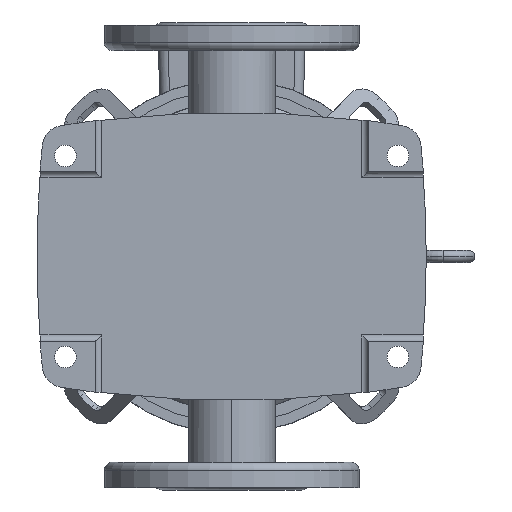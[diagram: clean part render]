
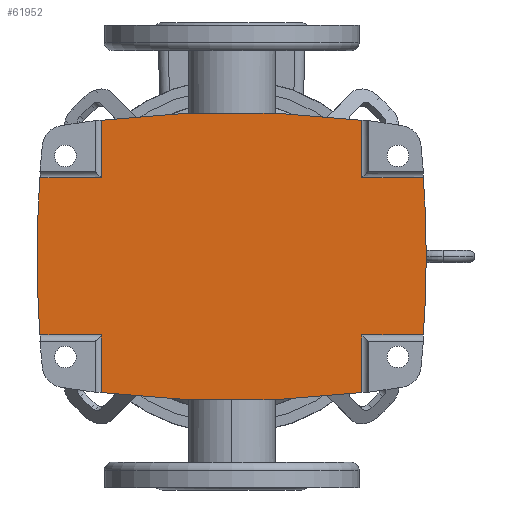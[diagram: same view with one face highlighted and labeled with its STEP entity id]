
A CAD part, front view. The second image highlights one B-rep face of the part: STEP entity #61952.
In plain terms, the highlighted planar face has unit normal (0, -1, 0).
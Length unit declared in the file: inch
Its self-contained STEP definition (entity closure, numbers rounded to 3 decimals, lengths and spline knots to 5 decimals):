
#64 = ORIENTED_EDGE ( 'NONE', *, *, #41385, .F. ) ;
#2694 = CARTESIAN_POINT ( 'NONE',  ( -1.99928, 0.19685, -3.31346 ) ) ;
#3015 = VECTOR ( 'NONE', #32391, 39.37008 ) ;
#3461 = VECTOR ( 'NONE', #50310, 39.37008 ) ;
#3481 = CARTESIAN_POINT ( 'NONE',  ( 1.99928, 0.19685, 3.31346 ) ) ;
#4052 = VERTEX_POINT ( 'NONE', #62179 ) ;
#4182 = VECTOR ( 'NONE', #69734, 39.37008 ) ;
#5381 = EDGE_CURVE ( 'NONE', #4052, #10591, #65577, .T. ) ;
#5670 = DIRECTION ( 'NONE',  ( 0., -1., 0. ) ) ;
#5784 = EDGE_CURVE ( 'NONE', #54424, #28415, #65507, .T. ) ;
#7344 = VERTEX_POINT ( 'NONE', #19132 ) ;
#8054 = EDGE_CURVE ( 'NONE', #57652, #33222, #57789, .T. ) ;
#8680 = VERTEX_POINT ( 'NONE', #37017 ) ;
#9409 = DIRECTION ( 'NONE',  ( 0., 0., 1. ) ) ;
#9679 = CARTESIAN_POINT ( 'NONE',  ( 0., 0.19685, 23.10236 ) ) ;
#10110 = DIRECTION ( 'NONE',  ( 0., 1., 0. ) ) ;
#10119 = EDGE_CURVE ( 'NONE', #7344, #24884, #59304, .T. ) ;
#10591 = VERTEX_POINT ( 'NONE', #2694 ) ;
#11713 = CARTESIAN_POINT ( 'NONE',  ( -4.59646, 0.19685, 3.31346 ) ) ;
#12489 = AXIS2_PLACEMENT_3D ( 'NONE', #36755, #10110, #9409 ) ;
#14534 = ORIENTED_EDGE ( 'NONE', *, *, #47160, .T. ) ;
#14614 = ORIENTED_EDGE ( 'NONE', *, *, #5784, .F. ) ;
#16382 = DIRECTION ( 'NONE',  ( 0., 0., 1. ) ) ;
#16393 = CARTESIAN_POINT ( 'NONE',  ( -1.99928, 0.19685, -6.87992 ) ) ;
#17018 = AXIS2_PLACEMENT_3D ( 'NONE', #53453, #32106, #26905 ) ;
#17233 = CARTESIAN_POINT ( 'NONE',  ( -1.99928, 0.19685, -6.87992 ) ) ;
#17570 = DIRECTION ( 'NONE',  ( 1., 0., 0. ) ) ;
#17867 = ORIENTED_EDGE ( 'NONE', *, *, #5381, .F. ) ;
#18696 = DIRECTION ( 'NONE',  ( 0., 0., 1. ) ) ;
#19132 = CARTESIAN_POINT ( 'NONE',  ( -3.46496, 0.19685, 3.31346 ) ) ;
#19164 = CARTESIAN_POINT ( 'NONE',  ( 1.99928, 0.19685, -6.87992 ) ) ;
#19180 = LINE ( 'NONE', #66409, #63147 ) ;
#22503 = DIRECTION ( 'NONE',  ( 0., -1., 0. ) ) ;
#24098 = CARTESIAN_POINT ( 'NONE',  ( -1.99928, 0.19685, -6.87992 ) ) ;
#24780 = PLANE ( 'NONE',  #62747 ) ;
#24884 = VERTEX_POINT ( 'NONE', #64690 ) ;
#25100 = VERTEX_POINT ( 'NONE', #3481 ) ;
#25772 = EDGE_CURVE ( 'NONE', #7344, #57425, #31441, .T. ) ;
#26448 = ORIENTED_EDGE ( 'NONE', *, *, #57815, .T. ) ;
#26482 = VERTEX_POINT ( 'NONE', #67576 ) ;
#26905 = DIRECTION ( 'NONE',  ( 0., 0., 1. ) ) ;
#28415 = VERTEX_POINT ( 'NONE', #60954 ) ;
#29285 = DIRECTION ( 'NONE',  ( 0., 1., 0. ) ) ;
#29433 = LINE ( 'NONE', #34084, #40402 ) ;
#30154 = DIRECTION ( 'NONE',  ( 0., 1., 0. ) ) ;
#30644 = DIRECTION ( 'NONE',  ( 0., 1., 0. ) ) ;
#30894 = EDGE_CURVE ( 'NONE', #57425, #10591, #19180, .T. ) ;
#31242 = DIRECTION ( 'NONE',  ( 1., 0., 0. ) ) ;
#31441 = CIRCLE ( 'NONE', #63566, 26.77315 ) ;
#32106 = DIRECTION ( 'NONE',  ( 0., -1., 0. ) ) ;
#32218 = VECTOR ( 'NONE', #31242, 39.37008 ) ;
#32391 = DIRECTION ( 'NONE',  ( 0., 0., 1. ) ) ;
#33222 = VERTEX_POINT ( 'NONE', #39113 ) ;
#34084 = CARTESIAN_POINT ( 'NONE',  ( -4.59646, 0.19685, 3.31346 ) ) ;
#36755 = CARTESIAN_POINT ( 'NONE',  ( -23.10236, 0.19685, 0. ) ) ;
#37017 = CARTESIAN_POINT ( 'NONE',  ( 3.46496, 0.19685, -3.31346 ) ) ;
#37279 = LINE ( 'NONE', #17233, #3461 ) ;
#39113 = CARTESIAN_POINT ( 'NONE',  ( -1.99928, 0.19685, 4.87898 ) ) ;
#39502 = DIRECTION ( 'NONE',  ( 1., 0., 0. ) ) ;
#40049 = AXIS2_PLACEMENT_3D ( 'NONE', #65478, #22503, #16382 ) ;
#40402 = VECTOR ( 'NONE', #39502, 39.37008 ) ;
#40543 = CARTESIAN_POINT ( 'NONE',  ( 0., 0.19685, 4.95031 ) ) ;
#41385 = EDGE_CURVE ( 'NONE', #24884, #33222, #37279, .T. ) ;
#42201 = LINE ( 'NONE', #64573, #4182 ) ;
#42840 = EDGE_LOOP ( 'NONE', ( #64, #69494, #57635, #49214, #17867, #67244, #14614, #57556, #26448, #43088, #63449, #14534, #48228, #42898 ) ) ;
#42898 = ORIENTED_EDGE ( 'NONE', *, *, #8054, .T. ) ;
#43088 = ORIENTED_EDGE ( 'NONE', *, *, #43168, .F. ) ;
#43168 = EDGE_CURVE ( 'NONE', #66027, #8680, #59333, .T. ) ;
#43693 = VECTOR ( 'NONE', #69461, 39.37008 ) ;
#43994 = CARTESIAN_POINT ( 'NONE',  ( 3.46496, 0.19685, 3.31346 ) ) ;
#44024 = CARTESIAN_POINT ( 'NONE',  ( 1.99928, 0.19685, -3.31346 ) ) ;
#46525 = CIRCLE ( 'NONE', #57704, 28.05268 ) ;
#47160 = EDGE_CURVE ( 'NONE', #25100, #26482, #60591, .T. ) ;
#48032 = CARTESIAN_POINT ( 'NONE',  ( 1.99928, 0.19685, -6.87992 ) ) ;
#48228 = ORIENTED_EDGE ( 'NONE', *, *, #61081, .T. ) ;
#48376 = EDGE_CURVE ( 'NONE', #54424, #66846, #61324, .T. ) ;
#48834 = CARTESIAN_POINT ( 'NONE',  ( 1.99928, 0.19685, -4.87898 ) ) ;
#49214 = ORIENTED_EDGE ( 'NONE', *, *, #30894, .T. ) ;
#50310 = DIRECTION ( 'NONE',  ( 0., 0., 1. ) ) ;
#51299 = DIRECTION ( 'NONE',  ( 0., 0., 1. ) ) ;
#51453 = EDGE_CURVE ( 'NONE', #28415, #4052, #46525, .T. ) ;
#53320 = EDGE_CURVE ( 'NONE', #25100, #66027, #29433, .T. ) ;
#53453 = CARTESIAN_POINT ( 'NONE',  ( 0., 0.19685, -23.10236 ) ) ;
#53544 = FACE_OUTER_BOUND ( 'NONE', #42840, .T. ) ;
#53781 = VECTOR ( 'NONE', #18696, 39.37008 ) ;
#54424 = VERTEX_POINT ( 'NONE', #48834 ) ;
#55045 = CARTESIAN_POINT ( 'NONE',  ( -3.46496, 0.19685, -3.31346 ) ) ;
#57425 = VERTEX_POINT ( 'NONE', #55045 ) ;
#57556 = ORIENTED_EDGE ( 'NONE', *, *, #48376, .T. ) ;
#57635 = ORIENTED_EDGE ( 'NONE', *, *, #25772, .T. ) ;
#57652 = VERTEX_POINT ( 'NONE', #40543 ) ;
#57704 = AXIS2_PLACEMENT_3D ( 'NONE', #9679, #30644, #58083 ) ;
#57789 = CIRCLE ( 'NONE', #17018, 28.05268 ) ;
#57815 = EDGE_CURVE ( 'NONE', #66846, #8680, #42201, .T. ) ;
#58083 = DIRECTION ( 'NONE',  ( 0., 0., 1. ) ) ;
#59304 = LINE ( 'NONE', #11713, #32218 ) ;
#59333 = CIRCLE ( 'NONE', #12489, 26.77315 ) ;
#59968 = DIRECTION ( 'NONE',  ( 0., 0., 1. ) ) ;
#60591 = LINE ( 'NONE', #48032, #43693 ) ;
#60954 = CARTESIAN_POINT ( 'NONE',  ( 0., 0.19685, -4.95031 ) ) ;
#61081 = EDGE_CURVE ( 'NONE', #26482, #57652, #64620, .T. ) ;
#61324 = LINE ( 'NONE', #19164, #53781 ) ;
#61952 = ADVANCED_FACE ( 'NONE', ( #53544 ), #24780, .F. ) ;
#62179 = CARTESIAN_POINT ( 'NONE',  ( -1.99928, 0.19685, -4.87898 ) ) ;
#62747 = AXIS2_PLACEMENT_3D ( 'NONE', #24098, #29285, #51299 ) ;
#62779 = DIRECTION ( 'NONE',  ( 0., 0., 1. ) ) ;
#63147 = VECTOR ( 'NONE', #17570, 39.37008 ) ;
#63449 = ORIENTED_EDGE ( 'NONE', *, *, #53320, .F. ) ;
#63566 = AXIS2_PLACEMENT_3D ( 'NONE', #64705, #5670, #59968 ) ;
#63990 = AXIS2_PLACEMENT_3D ( 'NONE', #68181, #30154, #62779 ) ;
#64573 = CARTESIAN_POINT ( 'NONE',  ( -4.59646, 0.19685, -3.31346 ) ) ;
#64620 = CIRCLE ( 'NONE', #40049, 28.05268 ) ;
#64690 = CARTESIAN_POINT ( 'NONE',  ( -1.99928, 0.19685, 3.31346 ) ) ;
#64705 = CARTESIAN_POINT ( 'NONE',  ( 23.10236, 0.19685, 0. ) ) ;
#65478 = CARTESIAN_POINT ( 'NONE',  ( 0., 0.19685, -23.10236 ) ) ;
#65507 = CIRCLE ( 'NONE', #63990, 28.05268 ) ;
#65577 = LINE ( 'NONE', #16393, #3015 ) ;
#66027 = VERTEX_POINT ( 'NONE', #43994 ) ;
#66409 = CARTESIAN_POINT ( 'NONE',  ( -4.59646, 0.19685, -3.31346 ) ) ;
#66846 = VERTEX_POINT ( 'NONE', #44024 ) ;
#67244 = ORIENTED_EDGE ( 'NONE', *, *, #51453, .F. ) ;
#67576 = CARTESIAN_POINT ( 'NONE',  ( 1.99928, 0.19685, 4.87898 ) ) ;
#68181 = CARTESIAN_POINT ( 'NONE',  ( 0., 0.19685, 23.10236 ) ) ;
#69461 = DIRECTION ( 'NONE',  ( 0., 0., 1. ) ) ;
#69494 = ORIENTED_EDGE ( 'NONE', *, *, #10119, .F. ) ;
#69734 = DIRECTION ( 'NONE',  ( 1., 0., 0. ) ) ;
